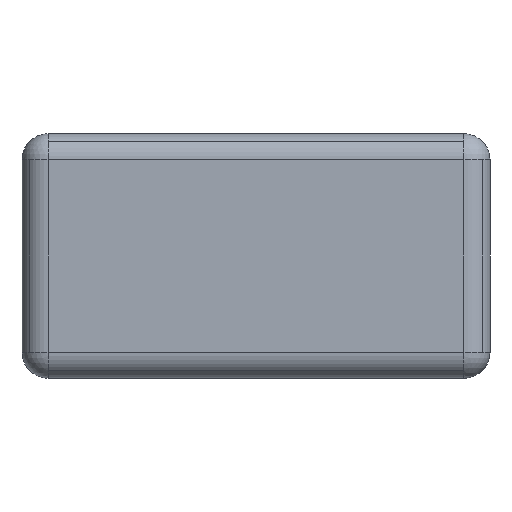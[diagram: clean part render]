
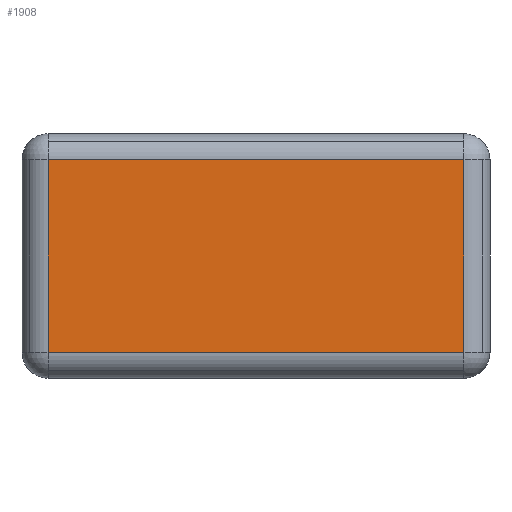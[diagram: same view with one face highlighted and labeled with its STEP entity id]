
A CAD part, left-side view. The second image highlights one B-rep face of the part: STEP entity #1908.
In plain terms, the highlighted planar face has unit normal (-1, 0, 0).
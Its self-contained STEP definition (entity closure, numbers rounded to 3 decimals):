
#1388=CARTESIAN_POINT('',(-1.7,0.8,0.1));
#1389=VERTEX_POINT('',#1388);
#1397=CARTESIAN_POINT('',(-1.7,0.8,0.84));
#1398=VERTEX_POINT('',#1397);
#1399=CARTESIAN_POINT('',(-1.7,0.8,0.1));
#1400=DIRECTION('',(0.0,0.0,1.0));
#1401=VECTOR('',#1400,0.74);
#1402=LINE('',#1399,#1401);
#1403=EDGE_CURVE('',#1389,#1398,#1402,.T.);
#1867=CARTESIAN_POINT('',(-1.7,-0.8,0.84));
#1868=VERTEX_POINT('',#1867);
#1869=CARTESIAN_POINT('',(-1.7,0.8,0.84));
#1870=DIRECTION('',(0.0,-1.0,0.0));
#1871=VECTOR('',#1870,1.6);
#1872=LINE('',#1869,#1871);
#1873=EDGE_CURVE('',#1398,#1868,#1872,.T.);
#1885=CARTESIAN_POINT('',(-1.7,-0.9,0.0));
#1886=DIRECTION('',(-1.0,0.0,0.0));
#1887=DIRECTION('',(0.0,0.0,1.0));
#1888=AXIS2_PLACEMENT_3D('',#1885,#1886,#1887);
#1889=PLANE('',#1888);
#1890=ORIENTED_EDGE('',*,*,#1403,.F.);
#1891=CARTESIAN_POINT('',(-1.7,-0.8,0.1));
#1892=VERTEX_POINT('',#1891);
#1893=CARTESIAN_POINT('',(-1.7,-0.8,0.1));
#1894=DIRECTION('',(0.0,1.0,0.0));
#1895=VECTOR('',#1894,1.6);
#1896=LINE('',#1893,#1895);
#1897=EDGE_CURVE('',#1892,#1389,#1896,.T.);
#1898=ORIENTED_EDGE('',*,*,#1897,.F.);
#1899=CARTESIAN_POINT('',(-1.7,-0.8,0.84));
#1900=DIRECTION('',(0.0,0.0,-1.0));
#1901=VECTOR('',#1900,0.74);
#1902=LINE('',#1899,#1901);
#1903=EDGE_CURVE('',#1868,#1892,#1902,.T.);
#1904=ORIENTED_EDGE('',*,*,#1903,.F.);
#1905=ORIENTED_EDGE('',*,*,#1873,.F.);
#1906=EDGE_LOOP('',(#1890,#1898,#1904,#1905));
#1907=FACE_OUTER_BOUND('',#1906,.T.);
#1908=ADVANCED_FACE('',(#1907),#1889,.T.);
